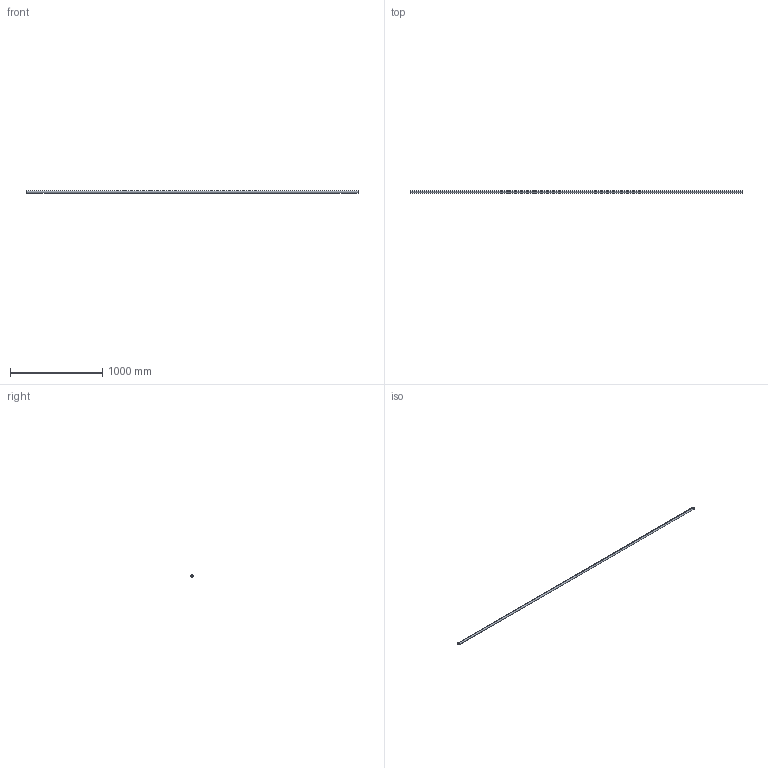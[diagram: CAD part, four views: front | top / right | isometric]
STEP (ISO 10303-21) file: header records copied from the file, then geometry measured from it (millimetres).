
FILE_DESCRIPTION (( 'STEP AP203' ), '1' );
FILE_NAME ('60840-240-3600.step', '2019-09-17T11:17:52', ( '' ), ( '' ), 'SwSTEP 2.0', 'SolidWorks 2015', '' );
FILE_SCHEMA (( 'CONFIG_CONTROL_DESIGN' ));
Length unit declared in the file: millimetre
Products named in the file (1): 60840-240-3600
Bounding box: 3600 x 25 x 25 mm (x, y, z)
Volume: 519879.6 mm3; surface area: 520400.8 mm2
Topology: 1 solids, 1 shells, 312 faces, 834 edges, 542 vertices
Faces by surface type: bspline 148, plane 105, cylinder 59
Entity records: 16834 total; most frequent: CARTESIAN_POINT 10038, ORIENTED_EDGE 1668, DIRECTION 910, EDGE_CURVE 834, VERTEX_POINT 542, VECTOR 380, LINE 380, EDGE_LOOP 342
